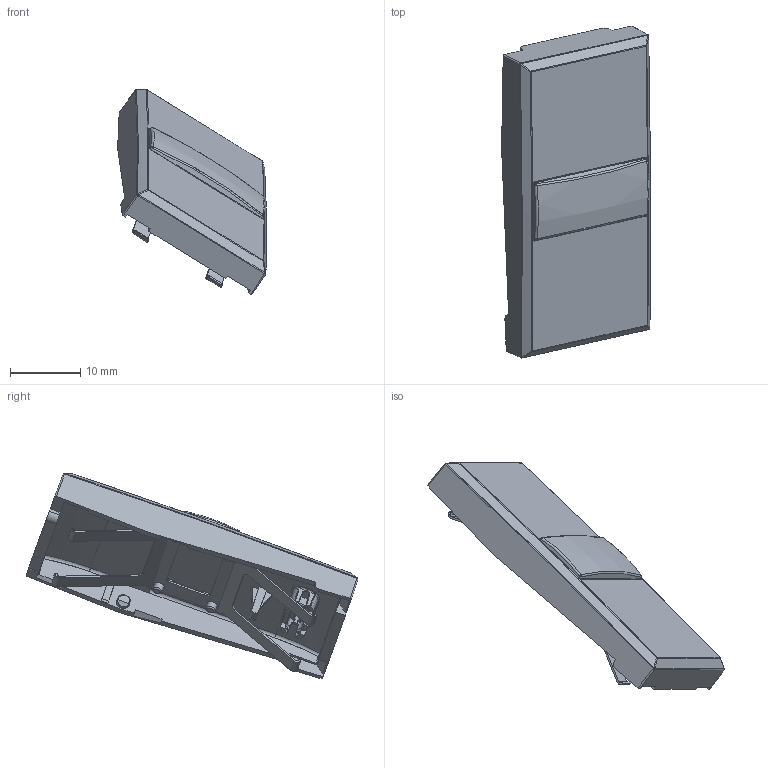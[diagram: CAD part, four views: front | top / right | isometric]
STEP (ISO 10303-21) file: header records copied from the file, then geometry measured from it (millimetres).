
FILE_DESCRIPTION(('CATIA V5 STEP Exchange'),'2;1');
FILE_NAME('442ELA01.stp','2024-03-08T08:25:00+00:00',('none'),('none'),'CATIA Version 5-6 Release 2016 SP6','CATIA V5 STEP AP203','none');
FILE_SCHEMA(('CONFIG_CONTROL_DESIGN'));
Length unit declared in the file: millimetre
Products named in the file (1): 44XELA01
Assembly tree (4 placements, depth 2):
  44XELA01
    #57
    #12697
    #16429
    #18502
Bounding box: 21.12 x 47.13 x 29.17 mm (x, y, z)
Volume: 2441.4 mm3; surface area: 4156.1 mm2
Topology: 3 solids, 3 shells, 503 faces, 1388 edges, 878 vertices
Faces by surface type: plane 241, cylinder 123, cone 42, bspline 40, torus 36, sphere 20, revolution 1
Entity records: 18527 total; most frequent: CARTESIAN_POINT 7187, ORIENTED_EDGE 2724, DIRECTION 1656, EDGE_CURVE 1362, VERTEX_POINT 874, VECTOR 654, LINE 654, AXIS2_PLACEMENT_3D 627
